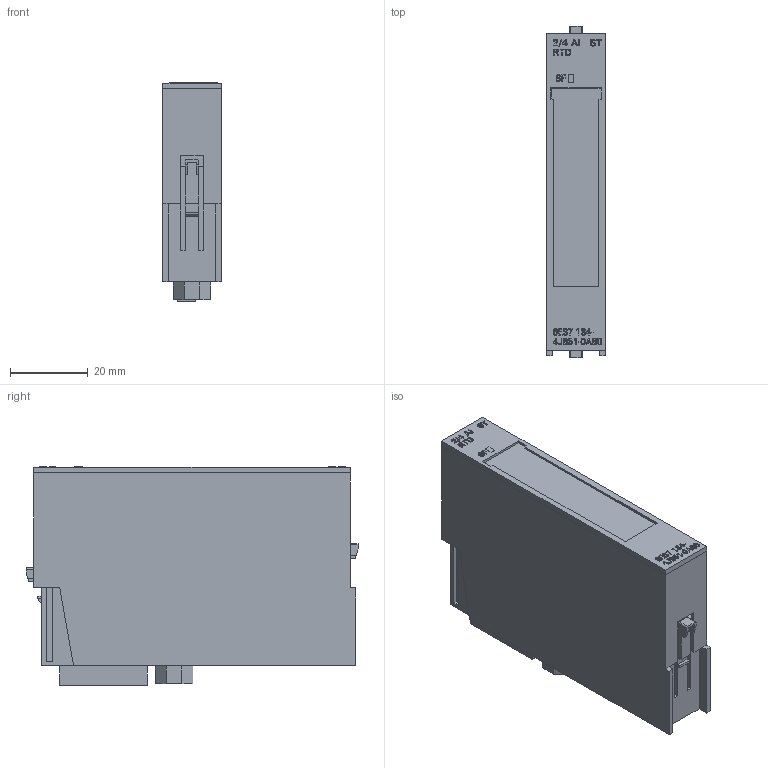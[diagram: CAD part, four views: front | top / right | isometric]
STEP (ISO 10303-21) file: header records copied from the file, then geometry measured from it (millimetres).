
FILE_DESCRIPTION(/* description */ (''),/* implementation_level */ '2;1');
FILE_NAME(/* name */ '6es71344jb510ab0_001_3d.stp',/* time_stamp */ '2011-02-14T15:28:19+01:00',/* author */ ('A.Garai'),/* organization */ ('Siemens AG'),/* preprocessor_version */ 'ST-DEVELOPER v11',/* originating_system */ 'SIEMENS UGS NX 6.0',/* authorisation */ '');
FILE_SCHEMA (('AUTOMOTIVE_DESIGN { 1 0 10303 214 1 1 1 1 }'));
Length unit declared in the file: millimetre
Products named in the file (3): A5E30275355A_001; A5E30267875A_001; A5E30275353A_001
Assembly tree (2 placements, depth 2):
  A5E30275353A_001
    A5E30267875A_001
    A5E30275355A_001
Bounding box: 15 x 85.2 x 56.1 mm (x, y, z)
Volume: 37551.3 mm3; surface area: 24547.6 mm2
Topology: 57 solids, 57 shells, 719 faces, 1755 edges, 1169 vertices
Faces by surface type: plane 641, extrusion 78
Entity records: 23470 total; most frequent: CARTESIAN_POINT 6336, ORIENTED_EDGE 3510, DIRECTION 2996, EDGE_CURVE 1755, VECTOR 1672, LINE 1594, VERTEX_POINT 1169, EDGE_LOOP 768
